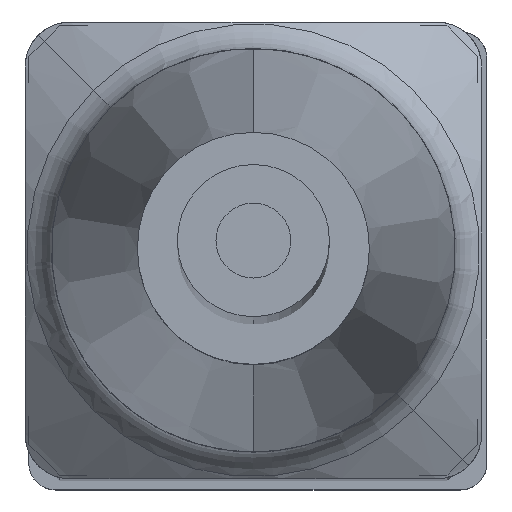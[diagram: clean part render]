
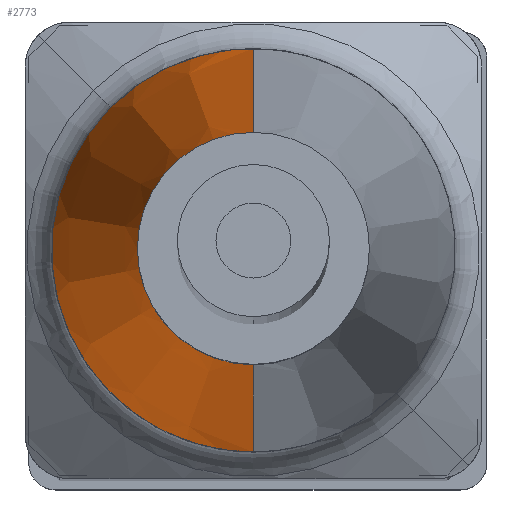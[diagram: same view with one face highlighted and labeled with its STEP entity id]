
A CAD part, top view. The second image highlights one B-rep face of the part: STEP entity #2773.
In plain terms, the highlighted conical face has half-angle 6 degrees and reference radius 1.062 mm.
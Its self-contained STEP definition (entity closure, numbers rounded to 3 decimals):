
#2005=DIRECTION('',(-0.995,0.105,0.));
#2006=VECTOR('',#2005,5.489);
#2007=CARTESIAN_POINT('',(15.4,0.775,0.));
#2008=LINE('',#2007,#2006);
#2009=CARTESIAN_POINT('',(9.941,0.,0.));
#2010=DIRECTION('',(-1.,0.,0.));
#2011=DIRECTION('',(0.,1.,0.));
#2012=AXIS2_PLACEMENT_3D('',#2009,#2010,#2011);
#2014=CARTESIAN_POINT('',(9.941,0.,0.));
#2015=DIRECTION('',(1.,0.,0.));
#2016=DIRECTION('',(0.,-1.,0.));
#2017=AXIS2_PLACEMENT_3D('',#2014,#2015,#2016);
#2019=DIRECTION('',(-0.995,-0.105,0.));
#2020=VECTOR('',#2019,5.489);
#2021=CARTESIAN_POINT('',(15.4,-0.775,0.));
#2022=LINE('',#2021,#2020);
#2023=CARTESIAN_POINT('',(15.4,0.,0.));
#2024=DIRECTION('',(-1.,0.,0.));
#2025=DIRECTION('',(0.,1.,0.));
#2026=AXIS2_PLACEMENT_3D('',#2023,#2024,#2025);
#2475=CARTESIAN_POINT('',(15.4,0.775,0.));
#2477=VERTEX_POINT('',#2475);
#2479=CARTESIAN_POINT('',(15.4,-0.775,0.));
#2481=VERTEX_POINT('',#2479);
#2510=CARTESIAN_POINT('',(9.941,1.349,0.));
#2511=VERTEX_POINT('',#2510);
#2512=CARTESIAN_POINT('',(9.941,-1.349,0.));
#2513=VERTEX_POINT('',#2512);
#2548=CARTESIAN_POINT('',(9.941,-0.954,
-0.954));
#2549=VERTEX_POINT('',#2548);
#2759=CARTESIAN_POINT('',(12.671,0.,0.));
#2760=DIRECTION('',(-1.,0.,0.));
#2761=DIRECTION('',(0.,1.,0.));
#2762=AXIS2_PLACEMENT_3D('',#2759,#2760,#2761);
#2763=CONICAL_SURFACE('',#2762,1.062,6.);
#2764=ORIENTED_EDGE('',*,*,#2747,.T.);
#2766=ORIENTED_EDGE('',*,*,#2765,.T.);
#2768=ORIENTED_EDGE('',*,*,#2767,.F.);
#2769=ORIENTED_EDGE('',*,*,#2750,.F.);
#2770=ORIENTED_EDGE('',*,*,#2721,.F.);
#2771=EDGE_LOOP('',(#2764,#2766,#2768,#2769,#2770));
#2772=FACE_OUTER_BOUND('',#2771,.F.);
#2773=ADVANCED_FACE('',(#2772),#2763,.T.);
#2013=CIRCLE('',#2012,1.349);
#2018=CIRCLE('',#2017,1.349);
#2027=CIRCLE('',#2026,0.775);
#2721=EDGE_CURVE('',#2477,#2481,#2027,.T.);
#2747=EDGE_CURVE('',#2477,#2511,#2008,.T.);
#2750=EDGE_CURVE('',#2481,#2513,#2022,.T.);
#2765=EDGE_CURVE('',#2511,#2549,#2013,.T.);
#2767=EDGE_CURVE('',#2513,#2549,#2018,.T.);
